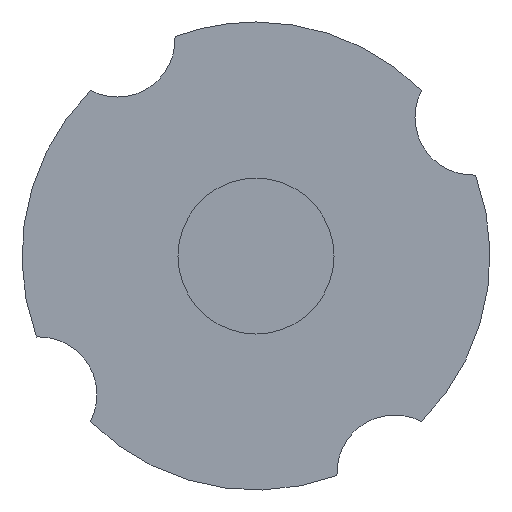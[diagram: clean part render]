
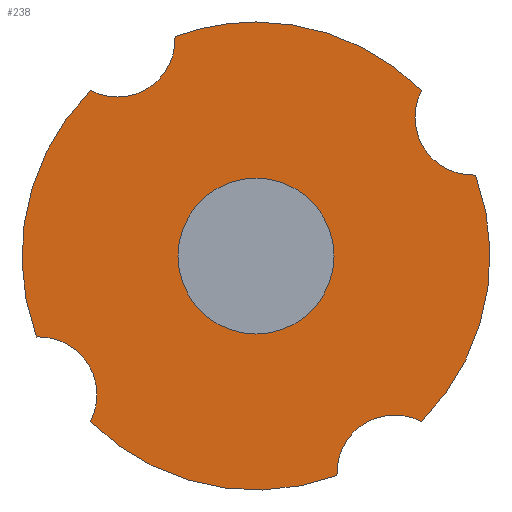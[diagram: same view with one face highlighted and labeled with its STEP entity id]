
A CAD part, left-side view. The second image highlights one B-rep face of the part: STEP entity #238.
In plain terms, the highlighted planar face has unit normal (-1, 0, 0).
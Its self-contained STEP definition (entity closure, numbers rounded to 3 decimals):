
#2 = EDGE_CURVE ( 'NONE', #488, #702, #3, .T. ) ;
#3 = CIRCLE ( 'NONE', #499, 45. ) ;
#17 = CIRCLE ( 'NONE', #344, 11.11 ) ;
#19 = CARTESIAN_POINT ( 'NONE',  ( 0., 26.664, 41.678 ) ) ;
#32 = DIRECTION ( 'NONE',  ( 1., 0., 0. ) ) ;
#35 = CARTESIAN_POINT ( 'NONE',  ( 0., -26.664, -30.568 ) ) ;
#39 = CARTESIAN_POINT ( 'NONE',  ( 0., 0., 0. ) ) ;
#41 = DIRECTION ( 'NONE',  ( -1., 0., 0. ) ) ;
#45 = EDGE_CURVE ( 'NONE', #717, #224, #170, .T. ) ;
#53 = CARTESIAN_POINT ( 'NONE',  ( 0., 0., 0. ) ) ;
#57 = CARTESIAN_POINT ( 'NONE',  ( 0., -26.664, -41.678 ) ) ;
#69 = ORIENTED_EDGE ( 'NONE', *, *, #645, .F. ) ;
#70 = CARTESIAN_POINT ( 'NONE',  ( 0., 0., 0. ) ) ;
#76 = DIRECTION ( 'NONE',  ( 1., 0., 0. ) ) ;
#80 = ORIENTED_EDGE ( 'NONE', *, *, #588, .T. ) ;
#81 = DIRECTION ( 'NONE',  ( 1., 0., 0. ) ) ;
#88 = DIRECTION ( 'NONE',  ( 0., 0., 1. ) ) ;
#103 = AXIS2_PLACEMENT_3D ( 'NONE', #70, #304, #719 ) ;
#114 = VERTEX_POINT ( 'NONE', #450 ) ;
#120 = CARTESIAN_POINT ( 'NONE',  ( 0., 41.678, -15.554 ) ) ;
#127 = VERTEX_POINT ( 'NONE', #511 ) ;
#131 = CARTESIAN_POINT ( 'NONE',  ( 0., 0., 45. ) ) ;
#132 = VERTEX_POINT ( 'NONE', #279 ) ;
#142 = ORIENTED_EDGE ( 'NONE', *, *, #700, .T. ) ;
#144 = AXIS2_PLACEMENT_3D ( 'NONE', #422, #545, #299 ) ;
#146 = DIRECTION ( 'NONE',  ( 1., 0., 0. ) ) ;
#163 = CIRCLE ( 'NONE', #559, 11.11 ) ;
#166 = ORIENTED_EDGE ( 'NONE', *, *, #2, .F. ) ;
#170 = CIRCLE ( 'NONE', #615, 45. ) ;
#178 = VERTEX_POINT ( 'NONE', #120 ) ;
#179 = AXIS2_PLACEMENT_3D ( 'NONE', #281, #41, #461 ) ;
#196 = CARTESIAN_POINT ( 'NONE',  ( 0., -41.678, 26.664 ) ) ;
#205 = ORIENTED_EDGE ( 'NONE', *, *, #258, .F. ) ;
#220 = CIRCLE ( 'NONE', #179, 15. ) ;
#223 = DIRECTION ( 'NONE',  ( 1., 0., 0. ) ) ;
#224 = VERTEX_POINT ( 'NONE', #592 ) ;
#227 = EDGE_CURVE ( 'NONE', #114, #550, #17, .T. ) ;
#234 = EDGE_CURVE ( 'NONE', #410, #237, #396, .T. ) ;
#237 = VERTEX_POINT ( 'NONE', #714 ) ;
#238 = ADVANCED_FACE ( 'NONE', ( #312, #577 ), #586, .F. ) ;
#252 = CARTESIAN_POINT ( 'NONE',  ( 0., 42.222, -15.567 ) ) ;
#255 = VERTEX_POINT ( 'NONE', #537 ) ;
#258 = EDGE_CURVE ( 'NONE', #702, #255, #760, .T. ) ;
#277 = DIRECTION ( 'NONE',  ( 0., 0., -1. ) ) ;
#279 = CARTESIAN_POINT ( 'NONE',  ( 0., -42.222, 15.567 ) ) ;
#280 = AXIS2_PLACEMENT_3D ( 'NONE', #196, #361, #607 ) ;
#281 = CARTESIAN_POINT ( 'NONE',  ( 0., 0., 0. ) ) ;
#298 = AXIS2_PLACEMENT_3D ( 'NONE', #432, #76, #313 ) ;
#299 = DIRECTION ( 'NONE',  ( 0., 0., 1. ) ) ;
#304 = DIRECTION ( 'NONE',  ( 1., 0., 0. ) ) ;
#308 = DIRECTION ( 'NONE',  ( 1., 0., 0. ) ) ;
#312 = FACE_OUTER_BOUND ( 'NONE', #420, .T. ) ;
#313 = DIRECTION ( 'NONE',  ( 0., 0., -1. ) ) ;
#318 = CARTESIAN_POINT ( 'NONE',  ( 0., 41.678, -26.664 ) ) ;
#332 = CIRCLE ( 'NONE', #144, 11.11 ) ;
#334 = AXIS2_PLACEMENT_3D ( 'NONE', #19, #81, #418 ) ;
#337 = CARTESIAN_POINT ( 'NONE',  ( 0., -31.809, -31.831 ) ) ;
#344 = AXIS2_PLACEMENT_3D ( 'NONE', #57, #405, #707 ) ;
#361 = DIRECTION ( 'NONE',  ( 1., 0., 0. ) ) ;
#383 = AXIS2_PLACEMENT_3D ( 'NONE', #53, #308, #552 ) ;
#388 = CIRCLE ( 'NONE', #736, 11.11 ) ;
#390 = EDGE_CURVE ( 'NONE', #717, #178, #163, .T. ) ;
#396 = CIRCLE ( 'NONE', #612, 15. ) ;
#405 = DIRECTION ( 'NONE',  ( 1., 0., 0. ) ) ;
#410 = VERTEX_POINT ( 'NONE', #617 ) ;
#418 = DIRECTION ( 'NONE',  ( 0., 0., 1. ) ) ;
#420 = EDGE_LOOP ( 'NONE', ( #749, #205, #166, #142, #486, #708, #80, #69, #777, #585, #433 ) ) ;
#422 = CARTESIAN_POINT ( 'NONE',  ( 0., 41.678, -26.664 ) ) ;
#432 = CARTESIAN_POINT ( 'NONE',  ( 0., 0., 0. ) ) ;
#433 = ORIENTED_EDGE ( 'NONE', *, *, #547, .F. ) ;
#450 = CARTESIAN_POINT ( 'NONE',  ( 0., -15.567, -42.222 ) ) ;
#454 = CARTESIAN_POINT ( 'NONE',  ( 0., 15.567, 42.222 ) ) ;
#461 = DIRECTION ( 'NONE',  ( 0., 0., 1. ) ) ;
#470 = AXIS2_PLACEMENT_3D ( 'NONE', #528, #636, #277 ) ;
#486 = ORIENTED_EDGE ( 'NONE', *, *, #45, .F. ) ;
#488 = VERTEX_POINT ( 'NONE', #454 ) ;
#489 = DIRECTION ( 'NONE',  ( -1., 0., 0. ) ) ;
#495 = DIRECTION ( 'NONE',  ( 0., 0., 1. ) ) ;
#499 = AXIS2_PLACEMENT_3D ( 'NONE', #727, #146, #745 ) ;
#505 = DIRECTION ( 'NONE',  ( 1., 0., 0. ) ) ;
#511 = CARTESIAN_POINT ( 'NONE',  ( 0., 31.831, -31.809 ) ) ;
#522 = VERTEX_POINT ( 'NONE', #337 ) ;
#527 = CIRCLE ( 'NONE', #280, 11.11 ) ;
#528 = CARTESIAN_POINT ( 'NONE',  ( 0., 0., 0. ) ) ;
#537 = CARTESIAN_POINT ( 'NONE',  ( 0., -31.831, 31.809 ) ) ;
#545 = DIRECTION ( 'NONE',  ( 1., 0., 0. ) ) ;
#547 = EDGE_CURVE ( 'NONE', #132, #522, #600, .T. ) ;
#550 = VERTEX_POINT ( 'NONE', #35 ) ;
#551 = EDGE_CURVE ( 'NONE', #237, #410, #220, .T. ) ;
#552 = DIRECTION ( 'NONE',  ( 0., 0., -1. ) ) ;
#557 = DIRECTION ( 'NONE',  ( 0., 0., 1. ) ) ;
#559 = AXIS2_PLACEMENT_3D ( 'NONE', #318, #32, #88 ) ;
#574 = ORIENTED_EDGE ( 'NONE', *, *, #234, .F. ) ;
#577 = FACE_BOUND ( 'NONE', #763, .T. ) ;
#585 = ORIENTED_EDGE ( 'NONE', *, *, #742, .T. ) ;
#586 = PLANE ( 'NONE',  #383 ) ;
#588 = EDGE_CURVE ( 'NONE', #178, #127, #332, .T. ) ;
#592 = CARTESIAN_POINT ( 'NONE',  ( 0., 31.809, 31.831 ) ) ;
#595 = ORIENTED_EDGE ( 'NONE', *, *, #551, .F. ) ;
#600 = CIRCLE ( 'NONE', #470, 45. ) ;
#607 = DIRECTION ( 'NONE',  ( 0., 0., 1. ) ) ;
#612 = AXIS2_PLACEMENT_3D ( 'NONE', #773, #489, #495 ) ;
#615 = AXIS2_PLACEMENT_3D ( 'NONE', #39, #223, #757 ) ;
#617 = CARTESIAN_POINT ( 'NONE',  ( 0., 0., -15. ) ) ;
#635 = EDGE_CURVE ( 'NONE', #132, #255, #527, .T. ) ;
#636 = DIRECTION ( 'NONE',  ( 1., 0., 0. ) ) ;
#645 = EDGE_CURVE ( 'NONE', #114, #127, #737, .T. ) ;
#655 = CIRCLE ( 'NONE', #334, 11.11 ) ;
#700 = EDGE_CURVE ( 'NONE', #488, #224, #655, .T. ) ;
#702 = VERTEX_POINT ( 'NONE', #131 ) ;
#707 = DIRECTION ( 'NONE',  ( 0., 0., 1. ) ) ;
#708 = ORIENTED_EDGE ( 'NONE', *, *, #390, .T. ) ;
#714 = CARTESIAN_POINT ( 'NONE',  ( 0., 0., 15. ) ) ;
#717 = VERTEX_POINT ( 'NONE', #252 ) ;
#719 = DIRECTION ( 'NONE',  ( 0., 0., -1. ) ) ;
#727 = CARTESIAN_POINT ( 'NONE',  ( 0., 0., 0. ) ) ;
#736 = AXIS2_PLACEMENT_3D ( 'NONE', #741, #505, #557 ) ;
#737 = CIRCLE ( 'NONE', #298, 45. ) ;
#741 = CARTESIAN_POINT ( 'NONE',  ( 0., -26.664, -41.678 ) ) ;
#742 = EDGE_CURVE ( 'NONE', #550, #522, #388, .T. ) ;
#745 = DIRECTION ( 'NONE',  ( 0., 0., -1. ) ) ;
#749 = ORIENTED_EDGE ( 'NONE', *, *, #635, .T. ) ;
#757 = DIRECTION ( 'NONE',  ( 0., 0., -1. ) ) ;
#760 = CIRCLE ( 'NONE', #103, 45. ) ;
#763 = EDGE_LOOP ( 'NONE', ( #574, #595 ) ) ;
#773 = CARTESIAN_POINT ( 'NONE',  ( 0., 0., 0. ) ) ;
#777 = ORIENTED_EDGE ( 'NONE', *, *, #227, .T. ) ;
